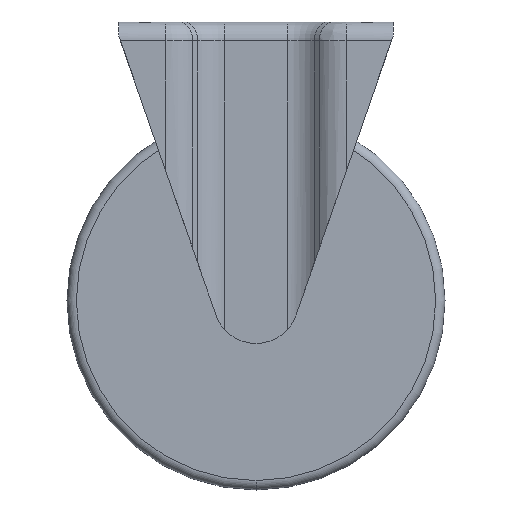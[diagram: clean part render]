
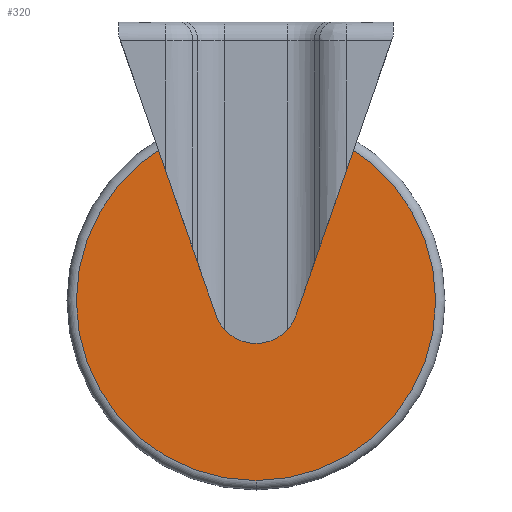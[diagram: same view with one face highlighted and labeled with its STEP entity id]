
A CAD part, left-side view. The second image highlights one B-rep face of the part: STEP entity #320.
In plain terms, the highlighted planar face has unit normal (-1, 0, 0).
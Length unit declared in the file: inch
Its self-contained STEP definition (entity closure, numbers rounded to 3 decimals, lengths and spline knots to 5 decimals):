
#78=CARTESIAN_POINT('',(-0.625,-0.00049,0.06704));
#79=VERTEX_POINT('',#78);
#105=CARTESIAN_POINT('',(-0.625,-0.00049,4.81701));
#106=VERTEX_POINT('',#105);
#114=CARTESIAN_POINT('',(-0.625,-2.37547,2.44202));
#115=VERTEX_POINT('',#114);
#116=CARTESIAN_POINT('',(-0.625,-0.00049,2.44202));
#117=DIRECTION('',(1.0,0.0,0.0));
#118=DIRECTION('',(0.0,1.0,0.0));
#119=AXIS2_PLACEMENT_3D('',#116,#117,#118);
#120=CIRCLE('',#119,2.37499);
#121=EDGE_CURVE('',#106,#115,#120,.T.);
#123=CARTESIAN_POINT('',(-0.625,-0.00049,2.44202));
#124=DIRECTION('',(1.0,0.0,0.0));
#125=DIRECTION('',(0.0,1.0,0.0));
#126=AXIS2_PLACEMENT_3D('',#123,#124,#125);
#127=CIRCLE('',#126,2.37499);
#128=EDGE_CURVE('',#115,#79,#127,.T.);
#297=CARTESIAN_POINT('',(-0.625,-0.00049,2.44202));
#298=DIRECTION('',(1.0,0.0,0.0));
#299=DIRECTION('',(0.0,1.0,0.0));
#300=AXIS2_PLACEMENT_3D('',#297,#298,#299);
#301=CIRCLE('',#300,2.37499);
#302=EDGE_CURVE('',#79,#106,#301,.T.);
#310=CARTESIAN_POINT('',(-0.625,-2.50047,2.44202));
#311=DIRECTION('',(-1.0,0.0,0.0));
#312=DIRECTION('',(0.0,0.0,1.0));
#313=AXIS2_PLACEMENT_3D('',#310,#311,#312);
#314=PLANE('',#313);
#315=ORIENTED_EDGE('',*,*,#128,.F.);
#316=ORIENTED_EDGE('',*,*,#121,.F.);
#317=ORIENTED_EDGE('',*,*,#302,.F.);
#318=EDGE_LOOP('',(#315,#316,#317));
#319=FACE_OUTER_BOUND('',#318,.T.);
#320=ADVANCED_FACE('',(#319),#314,.T.);
